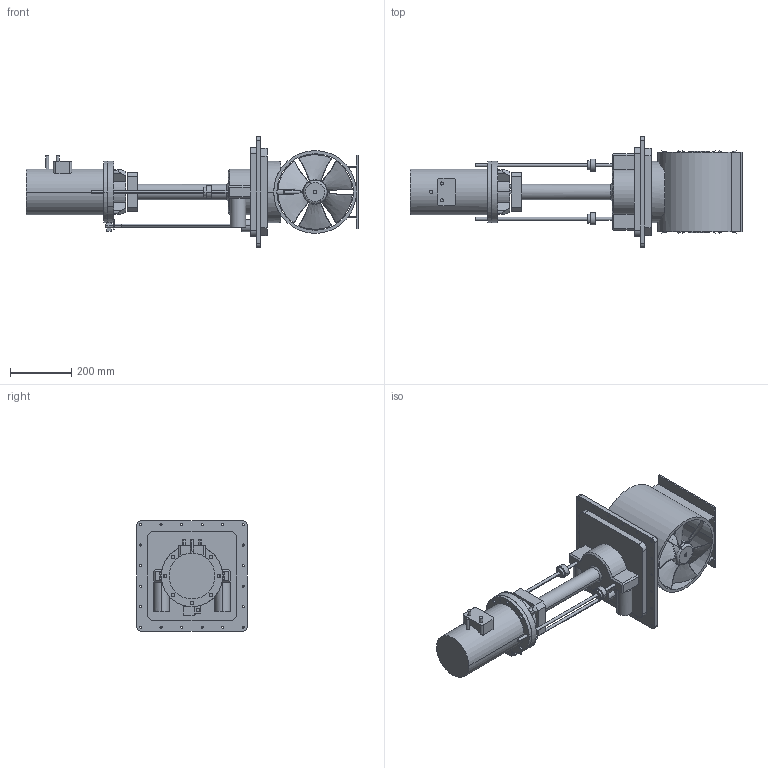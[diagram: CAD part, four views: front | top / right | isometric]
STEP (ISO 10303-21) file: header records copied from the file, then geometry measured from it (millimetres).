
FILE_DESCRIPTION(('CATIA V5 STEP Exchange'),'2;1');
FILE_NAME('VIP250 ELECTRIC 9.5KW.stp','2019-07-10T06:54:03+00:00',('none'),('none'),'CATIA Version 5 Release 21 GA (IN-10)','CATIA V5 STEP AP203','none');
FILE_SCHEMA(('CONFIG_CONTROL_DESIGN'));
Products named in the file (1): VIP250 ELECTRIC 9.5KW
Bounding box: 1084 x 360 x 360 mm (x, y, z)
Volume: 19661660.8 mm3; surface area: 1842542.5 mm2
Topology: 9 solids, 11 shells, 825 faces, 2022 edges, 1288 vertices
Faces by surface type: bspline 296, plane 282, cylinder 207, cone 17, revolution 9, sphere 8, torus 6
Entity records: 69432 total; most frequent: CARTESIAN_POINT 53150, ORIENTED_EDGE 4028, EDGE_CURVE 2014, DIRECTION 1887, VERTEX_POINT 1288, EDGE_LOOP 978, B_SPLINE_CURVE_WITH_KNOTS 883, ADVANCED_FACE 825
